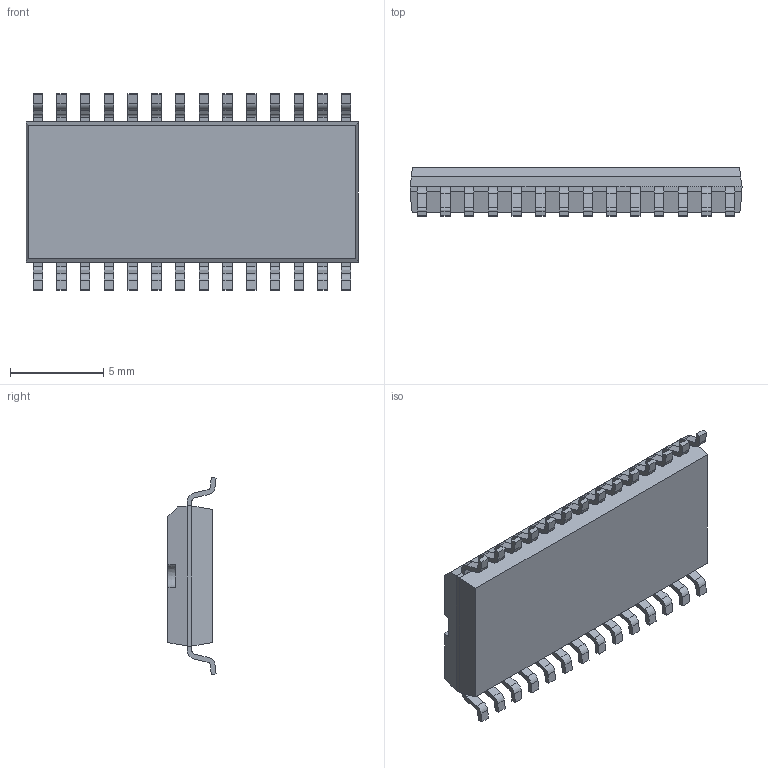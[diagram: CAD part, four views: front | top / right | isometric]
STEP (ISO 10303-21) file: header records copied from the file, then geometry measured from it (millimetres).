
FILE_DESCRIPTION (( 'STEP AP214' ), '1' );
FILE_NAME ('User Library-SOT136-1.STEP', '2022-03-30T18:10:11', ( '' ), ( '' ), 'SwSTEP 2.0', 'SolidWorks 2021', '' );
FILE_SCHEMA (( 'AUTOMOTIVE_DESIGN' ));
Length unit declared in the file: millimetre
Products named in the file (30): 14_1; 24_1; 4_1; 12_1; 7_1; 1_1; User Library-SOT136-1; 17_1; 13_1; 6_1; 9_1; 21_1; 19_1; 25_1; 18_1; 27_1; 15_1; 3_1; 22_1; 2_1; 28_1; 20_1; 23_1; 11_1; 5_1; 8_1; 10_1; 26_1; 16_1; 29_1
Assembly tree (29 placements, depth 2):
  User Library-SOT136-1
    1_1
    2_1
    3_1
    4_1
    5_1
    6_1
    7_1
    8_1
    9_1
    10_1
    11_1
    12_1
    13_1
    14_1
    15_1
    16_1
    17_1
    18_1
    19_1
    20_1
    21_1
    22_1
    23_1
    24_1
    25_1
    26_1
    27_1
    28_1
    29_1
Bounding box: 17.77 x 2.57 x 10.54 mm (x, y, z)
Volume: 316.4 mm3; surface area: 473.8 mm2
Topology: 29 solids, 29 shells, 409 faces, 1045 edges, 694 vertices
Faces by surface type: plane 296, cylinder 112, cone 1
Entity records: 18118 total; most frequent: CARTESIAN_POINT 2186, DIRECTION 2151, ORIENTED_EDGE 2090, EDGE_CURVE 1045, LINE 817, VECTOR 817, VERTEX_POINT 694, AXIS2_PLACEMENT_3D 667
